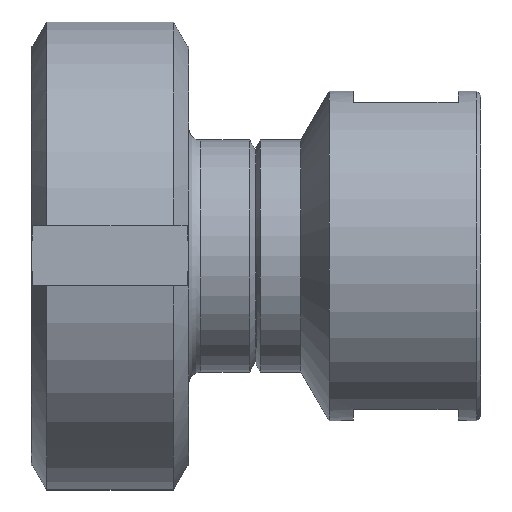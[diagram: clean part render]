
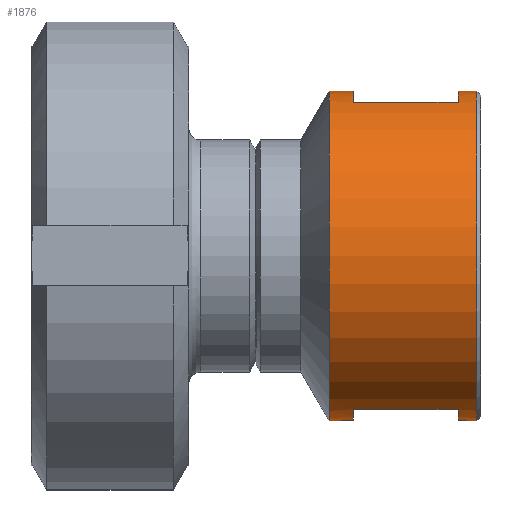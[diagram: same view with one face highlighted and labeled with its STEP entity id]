
A CAD part, top view. The second image highlights one B-rep face of the part: STEP entity #1876.
In plain terms, the highlighted cylindrical face has radius 22 mm (diameter 44 mm), a full revolution.
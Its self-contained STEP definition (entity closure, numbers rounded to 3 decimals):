
#1658=CARTESIAN_POINT('',(-27.,-20.5,-7.984));
#1659=VERTEX_POINT('',#1658);
#1660=CARTESIAN_POINT('',(-27.,-20.5,7.984));
#1661=VERTEX_POINT('',#1660);
#1662=CARTESIAN_POINT('',(-27.,0.0,0.0));
#1663=DIRECTION('',(-1.0,0.0,0.0));
#1664=DIRECTION('',(0.0,1.0,0.0));
#1665=AXIS2_PLACEMENT_3D('',#1662,#1663,#1664);
#1666=CIRCLE('',#1665,22.0);
#1667=EDGE_CURVE('',#1659,#1661,#1666,.T.);
#1683=CARTESIAN_POINT('',(-13.,-20.5,7.984));
#1684=VERTEX_POINT('',#1683);
#1685=CARTESIAN_POINT('',(-13.,-20.5,-7.984));
#1686=VERTEX_POINT('',#1685);
#1687=CARTESIAN_POINT('',(-13.,0.0,0.0));
#1688=DIRECTION('',(1.0,0.0,0.0));
#1689=DIRECTION('',(0.0,1.0,0.0));
#1690=AXIS2_PLACEMENT_3D('',#1687,#1688,#1689);
#1691=CIRCLE('',#1690,22.0);
#1692=EDGE_CURVE('',#1684,#1686,#1691,.T.);
#1708=CARTESIAN_POINT('',(-27.,-20.5,7.984));
#1709=DIRECTION('',(1.0,0.0,0.0));
#1710=VECTOR('',#1709,14.);
#1711=LINE('',#1708,#1710);
#1712=EDGE_CURVE('',#1661,#1684,#1711,.T.);
#1715=CARTESIAN_POINT('',(-13.,-20.5,-7.984));
#1716=DIRECTION('',(-1.0,0.0,0.0));
#1717=VECTOR('',#1716,14.);
#1718=LINE('',#1715,#1717);
#1719=EDGE_CURVE('',#1686,#1659,#1718,.T.);
#1730=CARTESIAN_POINT('',(-27.,20.5,7.984));
#1731=VERTEX_POINT('',#1730);
#1732=CARTESIAN_POINT('',(-27.,20.5,-7.984));
#1733=VERTEX_POINT('',#1732);
#1734=CARTESIAN_POINT('',(-27.,0.0,0.0));
#1735=DIRECTION('',(-1.0,0.0,0.0));
#1736=DIRECTION('',(0.0,1.0,0.0));
#1737=AXIS2_PLACEMENT_3D('',#1734,#1735,#1736);
#1738=CIRCLE('',#1737,22.0);
#1739=EDGE_CURVE('',#1731,#1733,#1738,.T.);
#1755=CARTESIAN_POINT('',(-13.,20.5,-7.984));
#1756=VERTEX_POINT('',#1755);
#1757=CARTESIAN_POINT('',(-13.,20.5,7.984));
#1758=VERTEX_POINT('',#1757);
#1759=CARTESIAN_POINT('',(-13.,0.0,0.0));
#1760=DIRECTION('',(1.0,0.0,0.0));
#1761=DIRECTION('',(0.0,1.0,0.0));
#1762=AXIS2_PLACEMENT_3D('',#1759,#1760,#1761);
#1763=CIRCLE('',#1762,22.0);
#1764=EDGE_CURVE('',#1756,#1758,#1763,.T.);
#1780=CARTESIAN_POINT('',(-13.,20.5,7.984));
#1781=DIRECTION('',(-1.0,0.0,0.0));
#1782=VECTOR('',#1781,14.);
#1783=LINE('',#1780,#1782);
#1784=EDGE_CURVE('',#1758,#1731,#1783,.T.);
#1787=CARTESIAN_POINT('',(-27.,20.5,-7.984));
#1788=DIRECTION('',(1.0,0.0,0.0));
#1789=VECTOR('',#1788,14.);
#1790=LINE('',#1787,#1789);
#1791=EDGE_CURVE('',#1733,#1756,#1790,.T.);
#1813=CARTESIAN_POINT('',(-29.5,22.0,0.));
#1814=VERTEX_POINT('',#1813);
#1815=CARTESIAN_POINT('',(-29.5,0.0,0.0));
#1816=DIRECTION('',(-1.0,0.0,0.0));
#1817=DIRECTION('',(0.0,-1.0,0.0));
#1818=AXIS2_PLACEMENT_3D('',#1815,#1816,#1817);
#1819=CIRCLE('',#1818,22.0);
#1820=EDGE_CURVE('',#1814,#1814,#1819,.T.);
#1845=CARTESIAN_POINT('',(-19.876,0.0,0.0));
#1846=DIRECTION('',(1.0,0.0,0.0));
#1847=DIRECTION('',(0.0,1.0,0.0));
#1848=AXIS2_PLACEMENT_3D('',#1845,#1846,#1847);
#1849=CYLINDRICAL_SURFACE('',#1848,22.0);
#1850=CARTESIAN_POINT('',(-9.753,22.0,0.0));
#1851=VERTEX_POINT('',#1850);
#1852=CARTESIAN_POINT('',(-9.753,0.0,0.0));
#1853=DIRECTION('',(1.0,0.0,0.0));
#1854=DIRECTION('',(0.0,1.0,0.0));
#1855=AXIS2_PLACEMENT_3D('',#1852,#1853,#1854);
#1856=CIRCLE('',#1855,22.0);
#1857=EDGE_CURVE('',#1851,#1851,#1856,.T.);
#1858=ORIENTED_EDGE('',*,*,#1857,.F.);
#1859=EDGE_LOOP('',(#1858));
#1860=FACE_OUTER_BOUND('',#1859,.T.);
#1861=ORIENTED_EDGE('',*,*,#1692,.T.);
#1862=ORIENTED_EDGE('',*,*,#1719,.T.);
#1863=ORIENTED_EDGE('',*,*,#1667,.T.);
#1864=ORIENTED_EDGE('',*,*,#1712,.T.);
#1865=EDGE_LOOP('',(#1861,#1862,#1863,#1864));
#1866=FACE_BOUND('',#1865,.T.);
#1867=ORIENTED_EDGE('',*,*,#1764,.T.);
#1868=ORIENTED_EDGE('',*,*,#1784,.T.);
#1869=ORIENTED_EDGE('',*,*,#1739,.T.);
#1870=ORIENTED_EDGE('',*,*,#1791,.T.);
#1871=EDGE_LOOP('',(#1867,#1868,#1869,#1870));
#1872=FACE_BOUND('',#1871,.T.);
#1873=ORIENTED_EDGE('',*,*,#1820,.F.);
#1874=EDGE_LOOP('',(#1873));
#1875=FACE_BOUND('',#1874,.T.);
#1876=ADVANCED_FACE('',(#1860,#1866,#1872,#1875),#1849,.T.);
